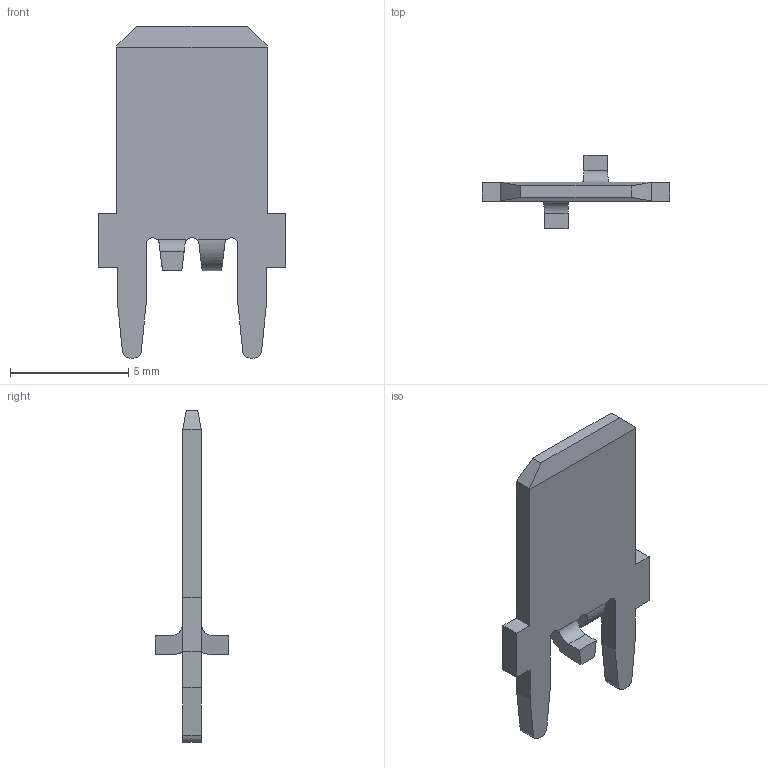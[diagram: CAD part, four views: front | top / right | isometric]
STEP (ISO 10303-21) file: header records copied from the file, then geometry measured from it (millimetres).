
FILE_DESCRIPTION((''),'2;1');
FILE_NAME('C-1742188-1','2014-01-23T',('workeradm'),('Tyco Electronics Ltd.'),'PRO/ENGINEER BY PARAMETRIC TECHNOLOGY CORPORATION, 2013050','PRO/ENGINEER BY PARAMETRIC TECHNOLOGY CORPORATION, 2013050','');
FILE_SCHEMA(('AUTOMOTIVE_DESIGN { 1 0 10303 214 1 1 1 1 }'));
Length unit declared in the file: millimetre
Products named in the file (1): C-1742188-1
Bounding box: 7.92 x 3.09 x 14.02 mm (x, y, z)
Volume: 59.4 mm3; surface area: 195.9 mm2
Topology: 1 solids, 1 shells, 46 faces, 132 edges, 88 vertices
Faces by surface type: plane 35, cylinder 11
Entity records: 1934 total; most frequent: CARTESIAN_POINT 564, ORIENTED_EDGE 264, DIRECTION 224, EDGE_CURVE 132, COLOUR_RGB 126, VECTOR 104, LINE 104, VERTEX_POINT 88
